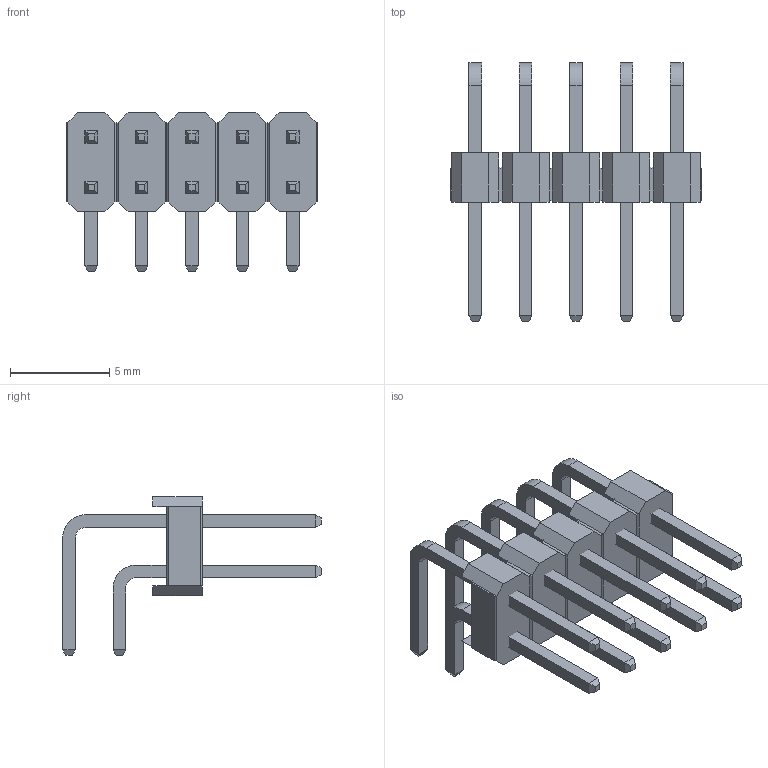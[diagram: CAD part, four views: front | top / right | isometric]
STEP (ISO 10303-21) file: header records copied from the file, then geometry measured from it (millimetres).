
FILE_DESCRIPTION(('STEP AP214'), '1');
FILE_NAME('DS1022-2x5RF11', '2017-07-15T11:40:40', ('Nobody'), (''), 'ASCON STEP Converter 1.3', 'ASCON Math Kernel', '');
FILE_SCHEMA(('AUTOMOTIVE_DESIGN { 1 0 10303 214 3 1 1}'));
Length unit declared in the file: millimetre
Assembly tree (6 placements, depth 2):
  (unnamed)
    (unnamed)
    (unnamed)  x5
Bounding box: 12.7 x 13.04 x 8 mm (x, y, z)
Volume: 181.6 mm3; surface area: 650.2 mm2
Topology: 11 solids, 11 shells, 274 faces, 616 edges, 364 vertices
Faces by surface type: plane 254, cylinder 20
Entity records: 4778 total; most frequent: CARTESIAN_POINT 605, ORIENTED_EDGE 592, DIRECTION 578, EDGE_CURVE 296, LINE 288, VECTOR 288, VERTEX_POINT 172, AXIS2_PLACEMENT_3D 145
